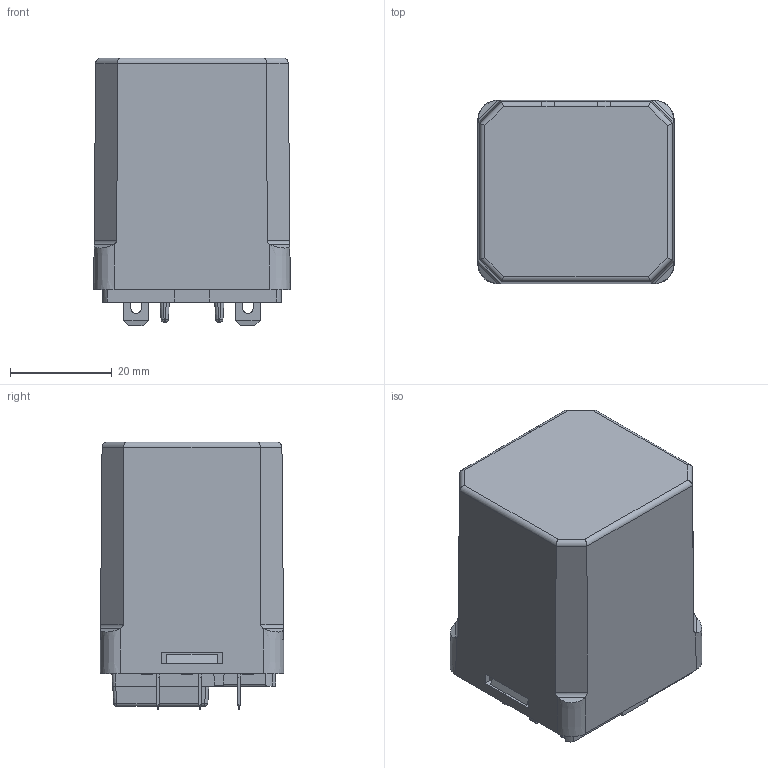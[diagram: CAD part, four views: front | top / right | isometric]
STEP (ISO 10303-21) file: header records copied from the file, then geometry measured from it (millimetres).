
FILE_DESCRIPTION (( 'STEP AP214' ), '1' );
FILE_NAME ('RUC-M 2Z.STEP', '2016-06-16T11:15:22', ( '' ), ( '' ), 'SwSTEP 2.0', 'SolidWorks 2016', '' );
FILE_SCHEMA (( 'AUTOMOTIVE_DESIGN' ));
Length unit declared in the file: millimetre
Products named in the file (1): RUC-M 2Z
Bounding box: 38.65 x 36.15 x 52.65 mm (x, y, z)
Volume: 21309.6 mm3; surface area: 18580.8 mm2
Topology: 1 solids, 3 shells, 443 faces, 1141 edges, 732 vertices
Faces by surface type: plane 312, cylinder 88, bspline 27, sphere 8, cone 5, torus 3
Entity records: 18023 total; most frequent: CARTESIAN_POINT 4296, ORIENTED_EDGE 2282, DIRECTION 1930, EDGE_CURVE 1141, VECTOR 890, LINE 890, VERTEX_POINT 732, AXIS2_PLACEMENT_3D 520
